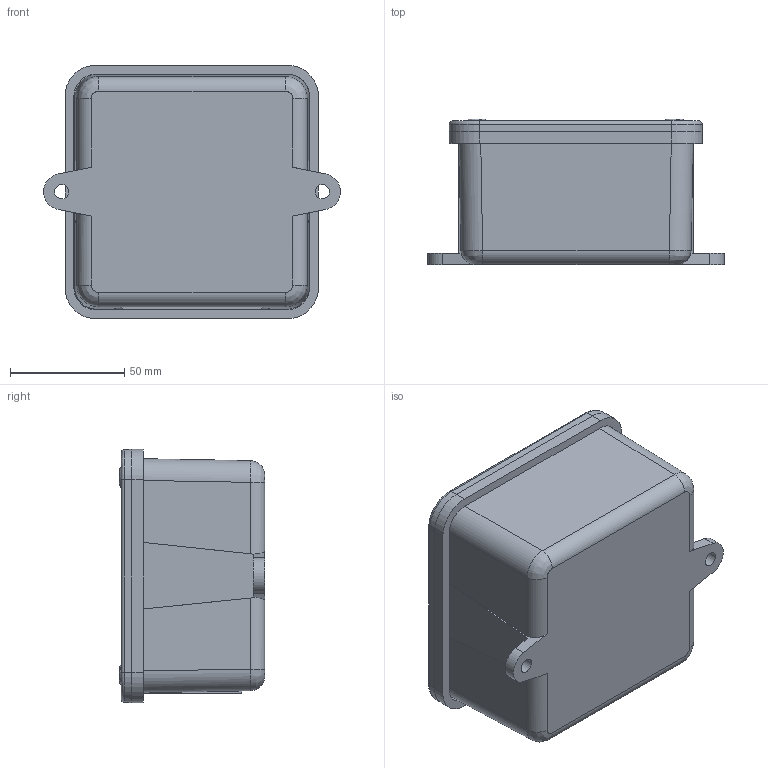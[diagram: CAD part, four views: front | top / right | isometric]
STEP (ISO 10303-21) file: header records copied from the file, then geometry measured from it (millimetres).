
FILE_DESCRIPTION (( 'STEP AP214' ), '1' );
FILE_NAME ('J442PVC.STEP', '2019-07-09T21:31:10', ( '' ), ( '' ), 'SwSTEP 2.0', 'SolidWorks 2018', '' );
FILE_SCHEMA (( 'AUTOMOTIVE_DESIGN' ));
Length unit declared in the file: inch
Products named in the file (1): J442PVC
Bounding box: 130.18 x 63.75 x 111.1 mm (x, y, z)
Volume: 196411.2 mm3; surface area: 104648.1 mm2
Topology: 15 solids, 15 shells, 585 faces, 1284 edges, 756 vertices
Faces by surface type: plane 307, cylinder 154, bspline 100, cone 24
Full cylindrical faces by diameter (mm): 3.302 x4, 4.5 x4, 4.762 x2, 4.763 x6, 4.826 x4, 5.08 x8, 5.664 x4, 6.35 x6, 8.255 x4, 8.509 x4, 9 x4, 9.398 x4
Entity records: 18787 total; most frequent: CARTESIAN_POINT 6681, ORIENTED_EDGE 2412, DIRECTION 2356, EDGE_CURVE 1206, AXIS2_PLACEMENT_3D 874, VERTEX_POINT 744, EDGE_LOOP 716, FACE_OUTER_BOUND 643
